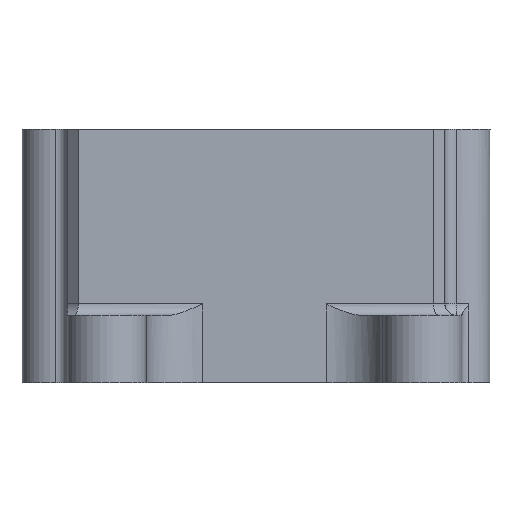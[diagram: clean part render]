
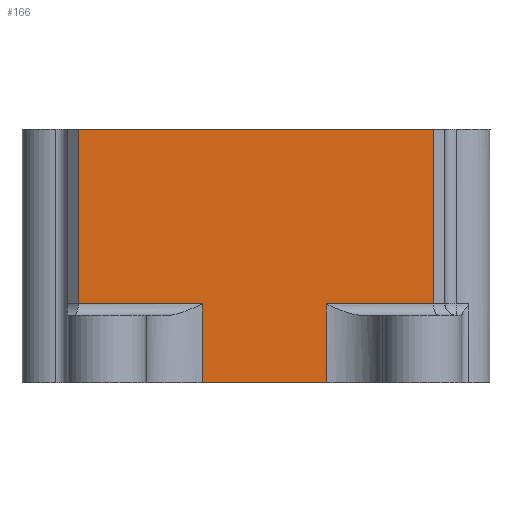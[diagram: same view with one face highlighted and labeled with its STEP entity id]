
A CAD part, front view. The second image highlights one B-rep face of the part: STEP entity #166.
In plain terms, the highlighted planar face has unit normal (0, -1, 0).
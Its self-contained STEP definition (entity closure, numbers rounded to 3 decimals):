
#166=ADVANCED_FACE('',(#292),#261,.F.);
#261=PLANE('',#1758);
#292=FACE_OUTER_BOUND('',#384,.T.);
#384=EDGE_LOOP('',(#660,#661,#662,#663,#664,#665,#666,#667));
#660=ORIENTED_EDGE('',*,*,#1287,.T.);
#661=ORIENTED_EDGE('',*,*,#1288,.T.);
#662=ORIENTED_EDGE('',*,*,#1289,.F.);
#663=ORIENTED_EDGE('',*,*,#1259,.F.);
#664=ORIENTED_EDGE('',*,*,#1290,.T.);
#665=ORIENTED_EDGE('',*,*,#1291,.T.);
#666=ORIENTED_EDGE('',*,*,#1285,.T.);
#667=ORIENTED_EDGE('',*,*,#1222,.F.);
#1066=VERTEX_POINT('',#2448);
#1067=VERTEX_POINT('',#2450);
#1103=VERTEX_POINT('',#2523);
#1104=VERTEX_POINT('',#2525);
#1126=VERTEX_POINT('',#2577);
#1127=VERTEX_POINT('',#2581);
#1128=VERTEX_POINT('',#2583);
#1129=VERTEX_POINT('',#2586);
#1222=EDGE_CURVE('',#1066,#1067,#1457,.T.);
#1259=EDGE_CURVE('',#1103,#1104,#1471,.T.);
#1285=EDGE_CURVE('',#1126,#1067,#1482,.T.);
#1287=EDGE_CURVE('',#1066,#1127,#1484,.T.);
#1288=EDGE_CURVE('',#1127,#1128,#1485,.T.);
#1289=EDGE_CURVE('',#1104,#1128,#1486,.T.);
#1290=EDGE_CURVE('',#1103,#1129,#1487,.T.);
#1291=EDGE_CURVE('',#1129,#1126,#1488,.T.);
#1457=LINE('',#2449,#1585);
#1471=LINE('',#2524,#1599);
#1482=LINE('',#2576,#1610);
#1484=LINE('',#2580,#1612);
#1485=LINE('',#2582,#1613);
#1486=LINE('',#2584,#1614);
#1487=LINE('',#2585,#1615);
#1488=LINE('',#2587,#1616);
#1585=VECTOR('',#1920,1.);
#1599=VECTOR('',#1982,1.);
#1610=VECTOR('',#2031,1.);
#1612=VECTOR('',#2035,1.);
#1613=VECTOR('',#2036,1.);
#1614=VECTOR('',#2037,1.);
#1615=VECTOR('',#2038,1.);
#1616=VECTOR('',#2039,1.);
#1758=AXIS2_PLACEMENT_3D('',#2588,#2040,#2041);
#1920=DIRECTION('',(1.,0.,0.));
#1982=DIRECTION('',(-1.,0.,0.));
#2031=DIRECTION('',(0.,0.,1.));
#2035=DIRECTION('',(0.,0.,-1.));
#2036=DIRECTION('',(1.,0.,0.));
#2037=DIRECTION('',(0.,0.,1.));
#2038=DIRECTION('',(0.,0.,1.));
#2039=DIRECTION('',(1.,0.,0.));
#2040=DIRECTION('',(0.,1.,0.));
#2041=DIRECTION('',(1.,0.,0.));
#2448=CARTESIAN_POINT('',(11.5,-34.,45.));
#2449=CARTESIAN_POINT('',(9.5,-34.,45.));
#2450=CARTESIAN_POINT('',(74.5,-34.,45.));
#2523=CARTESIAN_POINT('',(55.5,-34.,0.));
#2524=CARTESIAN_POINT('',(9.5,-34.,0.));
#2525=CARTESIAN_POINT('',(33.5,-34.,0.));
#2576=CARTESIAN_POINT('',(74.5,-34.,60.));
#2577=CARTESIAN_POINT('',(74.5,-34.,14.));
#2580=CARTESIAN_POINT('',(11.5,-34.,60.));
#2581=CARTESIAN_POINT('',(11.5,-34.,14.));
#2582=CARTESIAN_POINT('',(9.5,-34.,14.));
#2583=CARTESIAN_POINT('',(33.5,-34.,14.));
#2584=CARTESIAN_POINT('',(33.5,-34.,0.));
#2585=CARTESIAN_POINT('',(55.5,-34.,0.));
#2586=CARTESIAN_POINT('',(55.5,-34.,14.));
#2587=CARTESIAN_POINT('',(74.5,-34.,14.));
#2588=CARTESIAN_POINT('',(9.5,-34.,60.));
